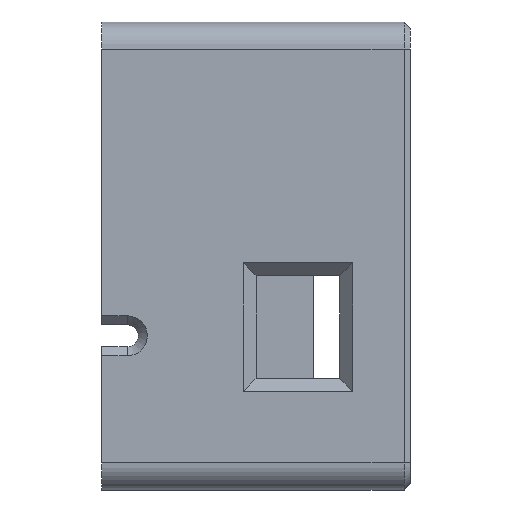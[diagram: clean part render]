
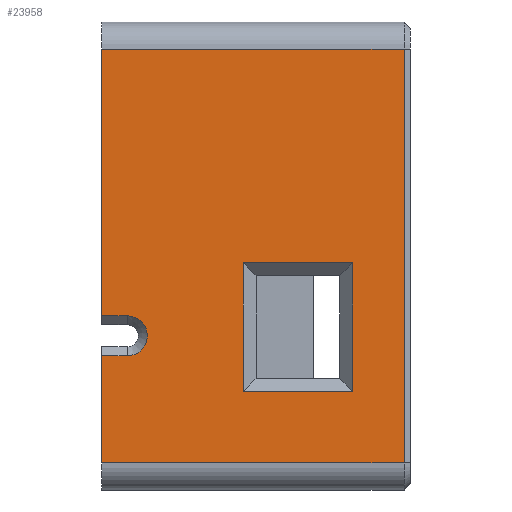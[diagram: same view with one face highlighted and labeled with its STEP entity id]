
A CAD part, left-side view. The second image highlights one B-rep face of the part: STEP entity #23958.
In plain terms, the highlighted planar face has unit normal (-1, 0, 0).
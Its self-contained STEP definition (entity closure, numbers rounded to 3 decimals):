
#2314=FACE_BOUND('',#3985,.T.);
#2511=CIRCLE('',#25407,3.1);
#2612=FACE_OUTER_BOUND('',#3984,.T.);
#3984=EDGE_LOOP('',(#16026,#16027,#16028,#16029,#16030,#16031,#16032,#16033));
#3985=EDGE_LOOP('',(#16034,#16035,#16036,#16037));
#5440=LINE('',#29716,#7567);
#5489=LINE('',#29892,#7616);
#5490=LINE('',#29896,#7617);
#5491=LINE('',#29898,#7618);
#5492=LINE('',#29900,#7619);
#5493=LINE('',#29904,#7620);
#5494=LINE('',#29905,#7621);
#5495=LINE('',#29908,#7622);
#5496=LINE('',#29910,#7623);
#5497=LINE('',#29912,#7624);
#5498=LINE('',#29913,#7625);
#7567=VECTOR('',#26107,10.);
#7616=VECTOR('',#26258,10.);
#7617=VECTOR('',#26263,10.);
#7618=VECTOR('',#26264,10.);
#7619=VECTOR('',#26265,10.);
#7620=VECTOR('',#26268,10.);
#7621=VECTOR('',#26269,10.);
#7622=VECTOR('',#26270,10.);
#7623=VECTOR('',#26271,10.);
#7624=VECTOR('',#26272,10.);
#7625=VECTOR('',#26273,10.);
#9691=VERTEX_POINT('',#29706);
#9693=VERTEX_POINT('',#29712);
#9770=VERTEX_POINT('',#29891);
#9771=VERTEX_POINT('',#29895);
#9772=VERTEX_POINT('',#29897);
#9773=VERTEX_POINT('',#29899);
#9774=VERTEX_POINT('',#29901);
#9775=VERTEX_POINT('',#29903);
#9776=VERTEX_POINT('',#29906);
#9777=VERTEX_POINT('',#29907);
#9778=VERTEX_POINT('',#29909);
#9779=VERTEX_POINT('',#29911);
#12180=EDGE_CURVE('',#9691,#9693,#5440,.T.);
#12268=EDGE_CURVE('',#9693,#9770,#5489,.T.);
#12270=EDGE_CURVE('',#9771,#9691,#5490,.T.);
#12271=EDGE_CURVE('',#9771,#9772,#5491,.T.);
#12272=EDGE_CURVE('',#9772,#9773,#5492,.T.);
#12273=EDGE_CURVE('',#9773,#9774,#2511,.T.);
#12274=EDGE_CURVE('',#9774,#9775,#5493,.T.);
#12275=EDGE_CURVE('',#9775,#9770,#5494,.T.);
#12276=EDGE_CURVE('',#9776,#9777,#5495,.T.);
#12277=EDGE_CURVE('',#9778,#9776,#5496,.T.);
#12278=EDGE_CURVE('',#9779,#9778,#5497,.T.);
#12279=EDGE_CURVE('',#9777,#9779,#5498,.T.);
#16026=ORIENTED_EDGE('',*,*,#12180,.F.);
#16027=ORIENTED_EDGE('',*,*,#12270,.F.);
#16028=ORIENTED_EDGE('',*,*,#12271,.T.);
#16029=ORIENTED_EDGE('',*,*,#12272,.T.);
#16030=ORIENTED_EDGE('',*,*,#12273,.T.);
#16031=ORIENTED_EDGE('',*,*,#12274,.T.);
#16032=ORIENTED_EDGE('',*,*,#12275,.T.);
#16033=ORIENTED_EDGE('',*,*,#12268,.F.);
#16034=ORIENTED_EDGE('',*,*,#12276,.F.);
#16035=ORIENTED_EDGE('',*,*,#12277,.F.);
#16036=ORIENTED_EDGE('',*,*,#12278,.F.);
#16037=ORIENTED_EDGE('',*,*,#12279,.F.);
#23395=PLANE('',#25406);
#23958=ADVANCED_FACE('',(#2612,#2314),#23395,.T.);
#25406=AXIS2_PLACEMENT_3D('',#29894,#26261,#26262);
#25407=AXIS2_PLACEMENT_3D('',#29902,#26266,#26267);
#26107=DIRECTION('',(0.,0.,-1.));
#26258=DIRECTION('',(0.,1.,0.));
#26261=DIRECTION('center_axis',(-1.,0.,0.));
#26262=DIRECTION('ref_axis',(0.,0.,-1.));
#26263=DIRECTION('',(0.,-1.,0.));
#26264=DIRECTION('',(0.,0.,-1.));
#26265=DIRECTION('',(0.,-1.,0.));
#26266=DIRECTION('center_axis',(1.,0.,0.));
#26267=DIRECTION('ref_axis',(0.,-1.,0.));
#26268=DIRECTION('',(0.,1.,0.));
#26269=DIRECTION('',(0.,0.,-1.));
#26270=DIRECTION('',(0.,-1.,0.));
#26271=DIRECTION('',(0.,0.,-1.));
#26272=DIRECTION('',(0.,1.,0.));
#26273=DIRECTION('',(0.,0.,1.));
#29706=CARTESIAN_POINT('',(-36.7,-7.,41.3));
#29712=CARTESIAN_POINT('',(-36.7,-7.,-23.));
#29716=CARTESIAN_POINT('',(-36.7,-7.,27.325));
#29891=CARTESIAN_POINT('',(-36.7,40.,-23.));
#29892=CARTESIAN_POINT('',(-36.7,0.,-23.));
#29894=CARTESIAN_POINT('Origin',(-36.7,0.,45.5));
#29895=CARTESIAN_POINT('',(-36.7,40.,41.3));
#29896=CARTESIAN_POINT('',(-36.7,0.,41.3));
#29897=CARTESIAN_POINT('',(-36.7,40.,-0.15));
#29898=CARTESIAN_POINT('',(-36.7,40.,-9.025));
#29899=CARTESIAN_POINT('',(-36.7,36.,-0.15));
#29900=CARTESIAN_POINT('',(-36.7,18.,-0.15));
#29901=CARTESIAN_POINT('',(-36.7,36.,-6.35));
#29902=CARTESIAN_POINT('Origin',(-36.7,36.,-3.25));
#29903=CARTESIAN_POINT('',(-36.7,40.,-6.35));
#29904=CARTESIAN_POINT('',(-36.7,18.,-6.35));
#29905=CARTESIAN_POINT('',(-36.7,40.,-9.025));
#29906=CARTESIAN_POINT('',(-36.7,18.,-11.9));
#29907=CARTESIAN_POINT('',(-36.7,1.,-11.9));
#29908=CARTESIAN_POINT('',(-36.7,1.5,-11.9));
#29909=CARTESIAN_POINT('',(-36.7,18.,8.1));
#29910=CARTESIAN_POINT('',(-36.7,18.,21.8));
#29911=CARTESIAN_POINT('',(-36.7,1.,8.1));
#29912=CARTESIAN_POINT('',(-36.7,1.5,8.1));
#29913=CARTESIAN_POINT('',(-36.7,1.,21.8));
